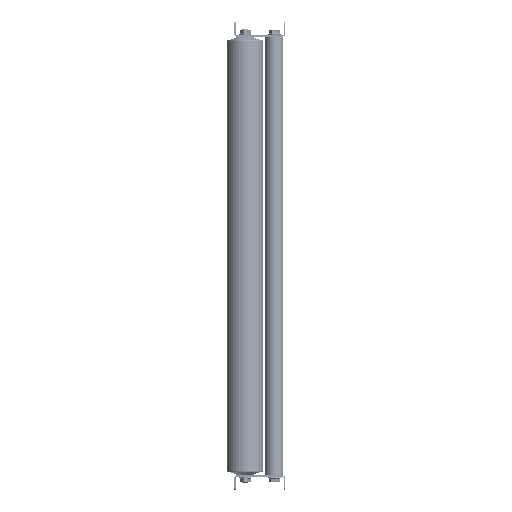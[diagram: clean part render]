
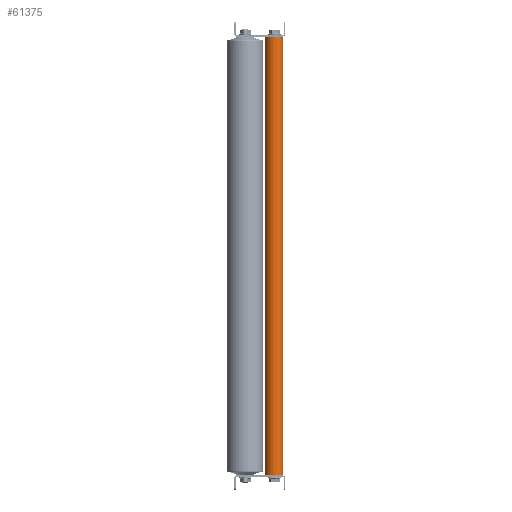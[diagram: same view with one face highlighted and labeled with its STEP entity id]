
A CAD part, left-side view. The second image highlights one B-rep face of the part: STEP entity #61375.
In plain terms, the highlighted cylindrical face has radius 12.5 mm (diameter 25 mm), a partial arc.
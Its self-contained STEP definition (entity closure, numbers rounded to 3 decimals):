
#248 = VERTEX_POINT ( 'NONE', #49769 ) ;
#1106 = VECTOR ( 'NONE', #26856, 1000. ) ;
#2480 = EDGE_LOOP ( 'NONE', ( #22131, #17352, #52138, #63667 ) ) ;
#3482 = AXIS2_PLACEMENT_3D ( 'NONE', #55524, #56165, #46328 ) ;
#5434 = LINE ( 'NONE', #25458, #27569 ) ;
#6368 = CIRCLE ( 'NONE', #15853, 12.5 ) ;
#7494 = AXIS2_PLACEMENT_3D ( 'NONE', #16860, #27048, #32957 ) ;
#7709 = EDGE_CURVE ( 'NONE', #14840, #51325, #5434, .T. ) ;
#9473 = EDGE_CURVE ( 'NONE', #51325, #59048, #61903, .T. ) ;
#14840 = VERTEX_POINT ( 'NONE', #42903 ) ;
#15853 = AXIS2_PLACEMENT_3D ( 'NONE', #41963, #61907, #22308 ) ;
#16860 = CARTESIAN_POINT ( 'NONE',  ( 1., 0., 0. ) ) ;
#17352 = ORIENTED_EDGE ( 'NONE', *, *, #7709, .T. ) ;
#22131 = ORIENTED_EDGE ( 'NONE', *, *, #52936, .T. ) ;
#22308 = DIRECTION ( 'NONE',  ( 0., 0., -1. ) ) ;
#25458 = CARTESIAN_POINT ( 'NONE',  ( 600., 0., -12.5 ) ) ;
#26856 = DIRECTION ( 'NONE',  ( -1., 0., 0. ) ) ;
#27048 = DIRECTION ( 'NONE',  ( 1., 0., 0. ) ) ;
#27292 = EDGE_CURVE ( 'NONE', #248, #59048, #56631, .T. ) ;
#27569 = VECTOR ( 'NONE', #44188, 1000. ) ;
#32957 = DIRECTION ( 'NONE',  ( 0., 0., -1. ) ) ;
#38496 = CARTESIAN_POINT ( 'NONE',  ( 1., 0., -12.5 ) ) ;
#41963 = CARTESIAN_POINT ( 'NONE',  ( 599., 0., 0. ) ) ;
#42903 = CARTESIAN_POINT ( 'NONE',  ( 599., 0., -12.5 ) ) ;
#44188 = DIRECTION ( 'NONE',  ( -1., 0., 0. ) ) ;
#46016 = CYLINDRICAL_SURFACE ( 'NONE', #3482, 12.5 ) ;
#46328 = DIRECTION ( 'NONE',  ( 0., 0., 1. ) ) ;
#48698 = FACE_OUTER_BOUND ( 'NONE', #2480, .T. ) ;
#49769 = CARTESIAN_POINT ( 'NONE',  ( 599., 0., 12.5 ) ) ;
#51325 = VERTEX_POINT ( 'NONE', #38496 ) ;
#52138 = ORIENTED_EDGE ( 'NONE', *, *, #9473, .T. ) ;
#52378 = CARTESIAN_POINT ( 'NONE',  ( 600., 0., 12.5 ) ) ;
#52936 = EDGE_CURVE ( 'NONE', #248, #14840, #6368, .T. ) ;
#55524 = CARTESIAN_POINT ( 'NONE',  ( 600., 0., 0. ) ) ;
#56165 = DIRECTION ( 'NONE',  ( -1., 0., 0. ) ) ;
#56631 = LINE ( 'NONE', #52378, #1106 ) ;
#59048 = VERTEX_POINT ( 'NONE', #61832 ) ;
#61375 = ADVANCED_FACE ( 'NONE', ( #48698 ), #46016, .T. ) ;
#61832 = CARTESIAN_POINT ( 'NONE',  ( 1., 0., 12.5 ) ) ;
#61903 = CIRCLE ( 'NONE', #7494, 12.5 ) ;
#61907 = DIRECTION ( 'NONE',  ( -1., 0., 0. ) ) ;
#63667 = ORIENTED_EDGE ( 'NONE', *, *, #27292, .F. ) ;
